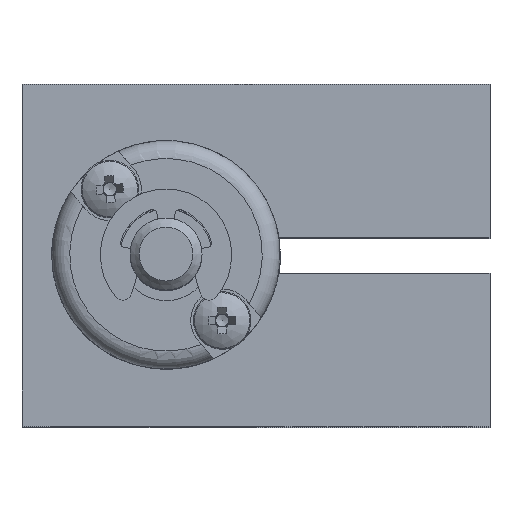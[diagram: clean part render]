
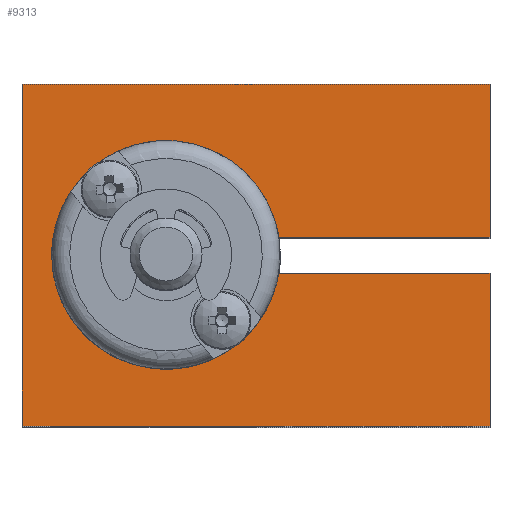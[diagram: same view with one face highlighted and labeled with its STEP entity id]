
A CAD part, top view. The second image highlights one B-rep face of the part: STEP entity #9313.
In plain terms, the highlighted planar face has unit normal (0, 0, 1).
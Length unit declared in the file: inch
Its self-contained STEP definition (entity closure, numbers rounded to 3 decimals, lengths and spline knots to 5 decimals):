
#22 = VECTOR ( 'NONE', #6310, 39.37008 ) ;
#418 = ORIENTED_EDGE ( 'NONE', *, *, #11011, .T. ) ;
#481 = VECTOR ( 'NONE', #6103, 39.37008 ) ;
#1025 = EDGE_LOOP ( 'NONE', ( #7601, #418, #13272, #6085, #2907, #4295, #11459, #12297 ) ) ;
#1108 = EDGE_CURVE ( 'NONE', #6861, #7285, #13729, .T. ) ;
#1246 = CARTESIAN_POINT ( 'NONE',  ( -0.31496, -0.37402, -1.37795 ) ) ;
#1285 = LINE ( 'NONE', #12936, #481 ) ;
#1706 = VERTEX_POINT ( 'NONE', #2104 ) ;
#2104 = CARTESIAN_POINT ( 'NONE',  ( 0.70866, -0.03937, -1.37795 ) ) ;
#2539 = LINE ( 'NONE', #7136, #22 ) ;
#2595 = VECTOR ( 'NONE', #6268, 39.37008 ) ;
#2789 = CARTESIAN_POINT ( 'NONE',  ( 0.24688, 0.03937, -1.37795 ) ) ;
#2866 = AXIS2_PLACEMENT_3D ( 'NONE', #13243, #8738, #4371 ) ;
#2907 = ORIENTED_EDGE ( 'NONE', *, *, #6783, .T. ) ;
#3153 = CARTESIAN_POINT ( 'NONE',  ( 0.70866, 0.03937, -1.37795 ) ) ;
#3221 = LINE ( 'NONE', #9180, #9121 ) ;
#3463 = DIRECTION ( 'NONE',  ( 0., 1., 0. ) ) ;
#4284 = CARTESIAN_POINT ( 'NONE',  ( -0.31496, 0.37402, -1.37795 ) ) ;
#4289 = FACE_OUTER_BOUND ( 'NONE', #1025, .T. ) ;
#4295 = ORIENTED_EDGE ( 'NONE', *, *, #10638, .T. ) ;
#4338 = VECTOR ( 'NONE', #13759, 39.37008 ) ;
#4371 = DIRECTION ( 'NONE',  ( 0., -1., 0. ) ) ;
#5007 = EDGE_CURVE ( 'NONE', #9607, #7964, #6108, .T. ) ;
#5493 = PLANE ( 'NONE',  #2866 ) ;
#5959 = CIRCLE ( 'NONE', #9790, 0.25 ) ;
#6085 = ORIENTED_EDGE ( 'NONE', *, *, #8261, .T. ) ;
#6103 = DIRECTION ( 'NONE',  ( -1., 0., 0. ) ) ;
#6108 = LINE ( 'NONE', #2789, #2595 ) ;
#6253 = CARTESIAN_POINT ( 'NONE',  ( 0.24688, 0.03937, -1.37795 ) ) ;
#6268 = DIRECTION ( 'NONE',  ( 1., 0., 0. ) ) ;
#6310 = DIRECTION ( 'NONE',  ( -1., 0., 0. ) ) ;
#6430 = CARTESIAN_POINT ( 'NONE',  ( 0.70866, 0.37402, -1.37795 ) ) ;
#6783 = EDGE_CURVE ( 'NONE', #12216, #1706, #3221, .T. ) ;
#6861 = VERTEX_POINT ( 'NONE', #4284 ) ;
#7136 = CARTESIAN_POINT ( 'NONE',  ( -0.31496, 0.37402, -1.37795 ) ) ;
#7285 = VERTEX_POINT ( 'NONE', #1246 ) ;
#7587 = VERTEX_POINT ( 'NONE', #6430 ) ;
#7601 = ORIENTED_EDGE ( 'NONE', *, *, #10501, .T. ) ;
#7830 = EDGE_CURVE ( 'NONE', #11877, #9607, #5959, .T. ) ;
#7964 = VERTEX_POINT ( 'NONE', #3153 ) ;
#8261 = EDGE_CURVE ( 'NONE', #7285, #12216, #9328, .T. ) ;
#8302 = DIRECTION ( 'NONE',  ( 0., -1., 0. ) ) ;
#8511 = LINE ( 'NONE', #10396, #4338 ) ;
#8524 = CARTESIAN_POINT ( 'NONE',  ( 0., 0., -1.37795 ) ) ;
#8738 = DIRECTION ( 'NONE',  ( 0., 0., 1. ) ) ;
#9121 = VECTOR ( 'NONE', #3463, 39.37008 ) ;
#9180 = CARTESIAN_POINT ( 'NONE',  ( 0.70866, -0.37402, -1.37795 ) ) ;
#9313 = ADVANCED_FACE ( 'NONE', ( #4289 ), #5493, .T. ) ;
#9328 = LINE ( 'NONE', #11823, #13676 ) ;
#9605 = CARTESIAN_POINT ( 'NONE',  ( 0.70866, -0.37402, -1.37795 ) ) ;
#9607 = VERTEX_POINT ( 'NONE', #6253 ) ;
#9790 = AXIS2_PLACEMENT_3D ( 'NONE', #8524, #14221, #8302 ) ;
#10396 = CARTESIAN_POINT ( 'NONE',  ( 0.70866, 0.37402, -1.37795 ) ) ;
#10501 = EDGE_CURVE ( 'NONE', #7964, #7587, #8511, .T. ) ;
#10638 = EDGE_CURVE ( 'NONE', #1706, #11877, #1285, .T. ) ;
#10645 = VECTOR ( 'NONE', #11485, 39.37008 ) ;
#11011 = EDGE_CURVE ( 'NONE', #7587, #6861, #2539, .T. ) ;
#11186 = CARTESIAN_POINT ( 'NONE',  ( 0.24688, -0.03937, -1.37795 ) ) ;
#11459 = ORIENTED_EDGE ( 'NONE', *, *, #7830, .T. ) ;
#11485 = DIRECTION ( 'NONE',  ( 0., -1., 0. ) ) ;
#11823 = CARTESIAN_POINT ( 'NONE',  ( -0.31496, -0.37402, -1.37795 ) ) ;
#11877 = VERTEX_POINT ( 'NONE', #11186 ) ;
#12216 = VERTEX_POINT ( 'NONE', #9605 ) ;
#12297 = ORIENTED_EDGE ( 'NONE', *, *, #5007, .T. ) ;
#12936 = CARTESIAN_POINT ( 'NONE',  ( 0.24688, -0.03937, -1.37795 ) ) ;
#13243 = CARTESIAN_POINT ( 'NONE',  ( 0., 0., -1.37795 ) ) ;
#13272 = ORIENTED_EDGE ( 'NONE', *, *, #1108, .T. ) ;
#13676 = VECTOR ( 'NONE', #13985, 39.37008 ) ;
#13729 = LINE ( 'NONE', #14841, #10645 ) ;
#13759 = DIRECTION ( 'NONE',  ( 0., 1., 0. ) ) ;
#13985 = DIRECTION ( 'NONE',  ( 1., 0., 0. ) ) ;
#14221 = DIRECTION ( 'NONE',  ( 0., 0., -1. ) ) ;
#14841 = CARTESIAN_POINT ( 'NONE',  ( -0.31496, 0.37402, -1.37795 ) ) ;
